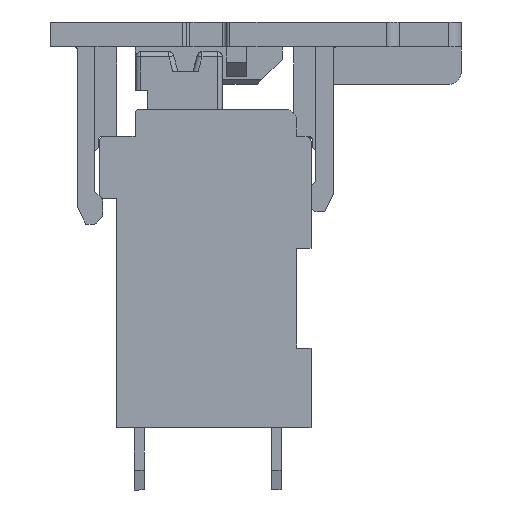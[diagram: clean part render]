
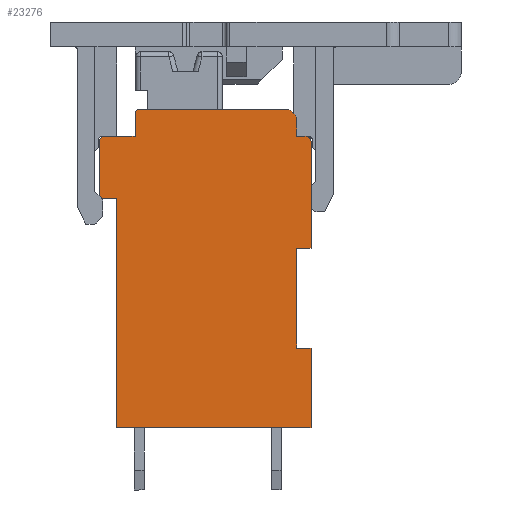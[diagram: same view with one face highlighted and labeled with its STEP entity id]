
A CAD part, left-side view. The second image highlights one B-rep face of the part: STEP entity #23276.
In plain terms, the highlighted planar face has unit normal (-1, 0, 0).
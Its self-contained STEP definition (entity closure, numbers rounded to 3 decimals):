
#526=PLANE('',#24682);
#1317=CIRCLE('',#24630,0.5);
#1319=CIRCLE('',#24634,0.2);
#1351=CIRCLE('',#24683,0.2);
#1352=CIRCLE('',#24684,0.2);
#1353=CIRCLE('',#24685,0.2);
#3466=ORIENTED_EDGE('',*,*,#10020,.F.);
#3467=ORIENTED_EDGE('',*,*,#9910,.T.);
#3468=ORIENTED_EDGE('',*,*,#9905,.F.);
#3469=ORIENTED_EDGE('',*,*,#9917,.T.);
#3470=ORIENTED_EDGE('',*,*,#9915,.F.);
#3471=ORIENTED_EDGE('',*,*,#9961,.F.);
#3472=ORIENTED_EDGE('',*,*,#10104,.T.);
#3473=ORIENTED_EDGE('',*,*,#9953,.F.);
#3474=ORIENTED_EDGE('',*,*,#10105,.T.);
#3475=ORIENTED_EDGE('',*,*,#9950,.F.);
#3476=ORIENTED_EDGE('',*,*,#8889,.F.);
#3477=ORIENTED_EDGE('',*,*,#9935,.F.);
#3478=ORIENTED_EDGE('',*,*,#9943,.F.);
#3479=ORIENTED_EDGE('',*,*,#9949,.F.);
#3480=ORIENTED_EDGE('',*,*,#10065,.F.);
#3481=ORIENTED_EDGE('',*,*,#9945,.F.);
#3482=ORIENTED_EDGE('',*,*,#8908,.F.);
#3483=ORIENTED_EDGE('',*,*,#10106,.T.);
#3484=ORIENTED_EDGE('',*,*,#10021,.F.);
#8889=EDGE_CURVE('',#12364,#12365,#14592,.T.);
#8908=EDGE_CURVE('',#12376,#12377,#14611,.T.);
#9905=EDGE_CURVE('',#13219,#13220,#15542,.T.);
#9910=EDGE_CURVE('',#13224,#13220,#1317,.F.);
#9915=EDGE_CURVE('',#13228,#13225,#15549,.T.);
#9917=EDGE_CURVE('',#13219,#13225,#1319,.F.);
#9935=EDGE_CURVE('',#13242,#12364,#15567,.T.);
#9943=EDGE_CURVE('',#13247,#13242,#15575,.T.);
#9945=EDGE_CURVE('',#12377,#13249,#15577,.T.);
#9949=EDGE_CURVE('',#13251,#13247,#15581,.T.);
#9950=EDGE_CURVE('',#12365,#13252,#15582,.T.);
#9953=EDGE_CURVE('',#13253,#13254,#15585,.T.);
#9961=EDGE_CURVE('',#13257,#13228,#15590,.T.);
#10020=EDGE_CURVE('',#13224,#13287,#15621,.T.);
#10021=EDGE_CURVE('',#13287,#13288,#15622,.T.);
#10065=EDGE_CURVE('',#13249,#13251,#15666,.T.);
#10104=EDGE_CURVE('',#13257,#13254,#1351,.F.);
#10105=EDGE_CURVE('',#13253,#13252,#1352,.F.);
#10106=EDGE_CURVE('',#12376,#13288,#1353,.F.);
#12364=VERTEX_POINT('',#32887);
#12365=VERTEX_POINT('',#32889);
#12376=VERTEX_POINT('',#32922);
#12377=VERTEX_POINT('',#32924);
#13219=VERTEX_POINT('',#34998);
#13220=VERTEX_POINT('',#35000);
#13224=VERTEX_POINT('',#35014);
#13225=VERTEX_POINT('',#35018);
#13228=VERTEX_POINT('',#35023);
#13242=VERTEX_POINT('',#35063);
#13247=VERTEX_POINT('',#35079);
#13249=VERTEX_POINT('',#35085);
#13251=VERTEX_POINT('',#35091);
#13252=VERTEX_POINT('',#35095);
#13253=VERTEX_POINT('',#35099);
#13254=VERTEX_POINT('',#35101);
#13257=VERTEX_POINT('',#35112);
#13287=VERTEX_POINT('',#35201);
#13288=VERTEX_POINT('',#35206);
#14592=LINE('',#32888,#17522);
#14611=LINE('',#32923,#17541);
#15542=LINE('',#34999,#18472);
#15549=LINE('',#35024,#18479);
#15567=LINE('',#35064,#18497);
#15575=LINE('',#35080,#18505);
#15577=LINE('',#35084,#18507);
#15581=LINE('',#35092,#18511);
#15582=LINE('',#35094,#18512);
#15585=LINE('',#35100,#18515);
#15590=LINE('',#35113,#18520);
#15621=LINE('',#35203,#18551);
#15622=LINE('',#35205,#18552);
#15666=LINE('',#35273,#18596);
#17522=VECTOR('',#26339,1000.);
#17541=VECTOR('',#26366,1000.);
#18472=VECTOR('',#27757,1000.);
#18479=VECTOR('',#27772,1000.);
#18497=VECTOR('',#27806,1000.);
#18505=VECTOR('',#27820,1000.);
#18507=VECTOR('',#27824,1000.);
#18511=VECTOR('',#27830,1000.);
#18512=VECTOR('',#27833,1000.);
#18515=VECTOR('',#27838,1000.);
#18520=VECTOR('',#27851,1000.);
#18551=VECTOR('',#27940,1000.);
#18552=VECTOR('',#27943,1000.);
#18596=VECTOR('',#27989,1000.);
#20519=EDGE_LOOP('',(#3466,#3467,#3468,#3469,#3470,#3471,#3472,#3473,#3474,
#3475,#3476,#3477,#3478,#3479,#3480,#3481,#3482,#3483,#3484));
#21781=FACE_BOUND('',#20519,.T.);
#23276=ADVANCED_FACE('',(#21781),#526,.F.);
#24630=AXIS2_PLACEMENT_3D('',#35013,#27764,#27765);
#24634=AXIS2_PLACEMENT_3D('',#35027,#27777,#27778);
#24682=AXIS2_PLACEMENT_3D('',#35330,#28028,#28029);
#24683=AXIS2_PLACEMENT_3D('',#35331,#28030,#28031);
#24684=AXIS2_PLACEMENT_3D('',#35332,#28032,#28033);
#24685=AXIS2_PLACEMENT_3D('',#35333,#28034,#28035);
#26339=DIRECTION('',(0.,0.,1.));
#26366=DIRECTION('',(0.,0.,-1.));
#27757=DIRECTION('',(0.,-1.,0.));
#27764=DIRECTION('',(1.,0.,0.));
#27765=DIRECTION('',(0.,0.,-1.));
#27772=DIRECTION('',(0.,0.,1.));
#27777=DIRECTION('',(1.,0.,0.));
#27778=DIRECTION('',(0.,0.,-1.));
#27806=DIRECTION('',(0.,1.,0.));
#27820=DIRECTION('',(0.,0.,-1.));
#27824=DIRECTION('',(0.,1.,0.));
#27830=DIRECTION('',(0.,-1.,0.));
#27833=DIRECTION('',(0.,1.,0.));
#27838=DIRECTION('',(0.,0.,1.));
#27851=DIRECTION('',(0.,-1.,0.));
#27940=DIRECTION('',(0.,0.,-1.));
#27943=DIRECTION('',(0.,-1.,0.));
#27989=DIRECTION('',(0.,0.,-1.));
#28028=DIRECTION('',(1.,0.,0.));
#28029=DIRECTION('',(0.,0.,-1.));
#28030=DIRECTION('',(1.,0.,0.));
#28031=DIRECTION('',(0.,0.,-1.));
#28032=DIRECTION('',(1.,0.,0.));
#28033=DIRECTION('',(0.,0.,-1.));
#28034=DIRECTION('',(1.,0.,0.));
#28035=DIRECTION('',(0.,0.,-1.));
#32887=CARTESIAN_POINT('',(-17.85,3.98,-5.2));
#32888=CARTESIAN_POINT('',(-17.85,3.98,4.));
#32889=CARTESIAN_POINT('',(-17.85,3.98,4.));
#32922=CARTESIAN_POINT('',(-17.85,-3.82,6.3));
#32923=CARTESIAN_POINT('',(-17.85,-3.82,6.5));
#32924=CARTESIAN_POINT('',(-17.85,-3.82,2.));
#34998=CARTESIAN_POINT('',(-17.85,3.05,7.6));
#34999=CARTESIAN_POINT('',(-17.85,3.25,7.6));
#35000=CARTESIAN_POINT('',(-17.85,-2.75,7.6));
#35013=CARTESIAN_POINT('',(-17.85,-2.75,7.1));
#35014=CARTESIAN_POINT('',(-17.85,-3.25,7.1));
#35018=CARTESIAN_POINT('',(-17.85,3.25,7.4));
#35023=CARTESIAN_POINT('',(-17.85,3.25,6.5));
#35024=CARTESIAN_POINT('',(-17.85,3.25,7.6));
#35027=CARTESIAN_POINT('',(-17.85,3.05,7.4));
#35063=CARTESIAN_POINT('',(-17.85,-3.82,-5.2));
#35064=CARTESIAN_POINT('',(-17.85,-3.82,-5.2));
#35079=CARTESIAN_POINT('',(-17.85,-3.82,-2.));
#35080=CARTESIAN_POINT('',(-17.85,-3.82,-2.));
#35084=CARTESIAN_POINT('',(-17.85,-3.82,2.));
#35085=CARTESIAN_POINT('',(-17.85,-3.25,2.));
#35091=CARTESIAN_POINT('',(-17.85,-3.25,-2.));
#35092=CARTESIAN_POINT('',(-17.85,-3.25,-2.));
#35094=CARTESIAN_POINT('',(-17.85,4.68,4.));
#35095=CARTESIAN_POINT('',(-17.85,4.48,4.));
#35099=CARTESIAN_POINT('',(-17.85,4.68,4.2));
#35100=CARTESIAN_POINT('',(-17.85,4.68,4.));
#35101=CARTESIAN_POINT('',(-17.85,4.68,6.3));
#35112=CARTESIAN_POINT('',(-17.85,4.48,6.5));
#35113=CARTESIAN_POINT('',(-17.85,3.25,6.5));
#35201=CARTESIAN_POINT('',(-17.85,-3.25,6.5));
#35203=CARTESIAN_POINT('',(-17.85,-3.25,6.5));
#35205=CARTESIAN_POINT('',(-17.85,-3.82,6.5));
#35206=CARTESIAN_POINT('',(-17.85,-3.62,6.5));
#35273=CARTESIAN_POINT('',(-17.85,-3.25,2.));
#35330=CARTESIAN_POINT('',(-17.85,0.,0.));
#35331=CARTESIAN_POINT('',(-17.85,4.48,6.3));
#35332=CARTESIAN_POINT('',(-17.85,4.48,4.2));
#35333=CARTESIAN_POINT('',(-17.85,-3.62,6.3));
